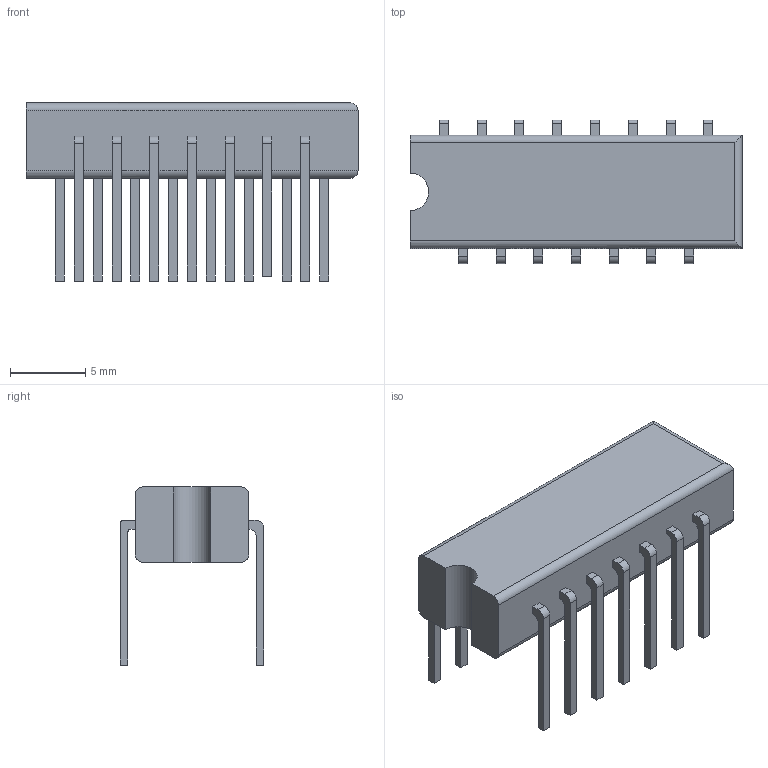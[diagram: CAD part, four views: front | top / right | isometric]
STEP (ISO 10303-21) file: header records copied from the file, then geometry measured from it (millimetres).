
FILE_DESCRIPTION(/* description */ (''),/* implementation_level */ '2;1');
FILE_NAME(/* name */ '',/* time_stamp */ '2023-12-20T01:08:42+02:00',/* author */ ('user'),/* organization */ (''),/* preprocessor_version */ 'ST-DEVELOPER v19.2',/* originating_system */ 'Autodesk Inventor 2024',/* authorisation */ '');
FILE_SCHEMA (('AUTOMOTIVE_DESIGN { 1 0 10303 214 3 1 1 }'));
Length unit declared in the file: millimetre
Products named in the file (1): К561ИЕ10
Bounding box: 22 x 9.5 x 11.8 mm (x, y, z)
Volume: 853.1 mm3; surface area: 934.5 mm2
Topology: 1 solids, 1 shells, 142 faces, 375 edges, 256 vertices
Faces by surface type: plane 105, cylinder 37
Entity records: 4411 total; most frequent: CARTESIAN_POINT 770, ORIENTED_EDGE 742, DIRECTION 727, EDGE_CURVE 371, LINE 301, VECTOR 301, VERTEX_POINT 246, AXIS2_PLACEMENT_3D 213
